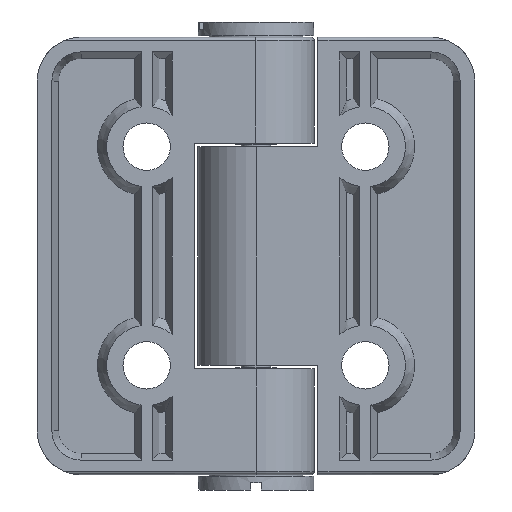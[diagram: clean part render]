
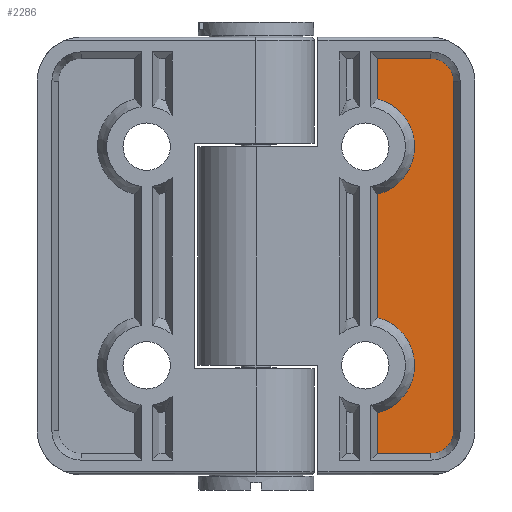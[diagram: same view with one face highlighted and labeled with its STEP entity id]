
A CAD part, front view. The second image highlights one B-rep face of the part: STEP entity #2286.
In plain terms, the highlighted planar face has unit normal (0, -1, 0).
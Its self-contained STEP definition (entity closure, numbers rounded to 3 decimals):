
#253=FACE_OUTER_BOUND('',#417,.T.);
#417=EDGE_LOOP('',(#1609,#1610,#1611,#1612,#1613,#1614,#1615,#1616,#1617,
#1618));
#613=LINE('',#3514,#763);
#614=LINE('',#3518,#764);
#615=LINE('',#3522,#765);
#616=LINE('',#3524,#766);
#617=LINE('',#3528,#767);
#618=LINE('',#3531,#768);
#763=VECTOR('',#2796,5.547);
#764=VECTOR('',#2799,16.915);
#765=VECTOR('',#2802,5.547);
#766=VECTOR('',#2803,7.34);
#767=VECTOR('',#2806,48.);
#768=VECTOR('',#2809,7.34);
#924=CIRCLE('',#2464,6.75);
#925=CIRCLE('',#2465,6.75);
#926=CIRCLE('',#2466,3.09);
#927=CIRCLE('',#2467,3.09);
#1061=VERTEX_POINT('',#3512);
#1062=VERTEX_POINT('',#3513);
#1063=VERTEX_POINT('',#3515);
#1064=VERTEX_POINT('',#3517);
#1065=VERTEX_POINT('',#3519);
#1066=VERTEX_POINT('',#3521);
#1067=VERTEX_POINT('',#3523);
#1068=VERTEX_POINT('',#3525);
#1069=VERTEX_POINT('',#3527);
#1070=VERTEX_POINT('',#3529);
#1283=EDGE_CURVE('',#1061,#1062,#613,.T.);
#1284=EDGE_CURVE('',#1062,#1063,#924,.T.);
#1285=EDGE_CURVE('',#1063,#1064,#614,.T.);
#1286=EDGE_CURVE('',#1064,#1065,#925,.T.);
#1287=EDGE_CURVE('',#1065,#1066,#615,.T.);
#1288=EDGE_CURVE('',#1066,#1067,#616,.T.);
#1289=EDGE_CURVE('',#1067,#1068,#926,.T.);
#1290=EDGE_CURVE('',#1068,#1069,#617,.T.);
#1291=EDGE_CURVE('',#1069,#1070,#927,.T.);
#1292=EDGE_CURVE('',#1070,#1061,#618,.T.);
#1609=ORIENTED_EDGE('',*,*,#1283,.T.);
#1610=ORIENTED_EDGE('',*,*,#1284,.T.);
#1611=ORIENTED_EDGE('',*,*,#1285,.T.);
#1612=ORIENTED_EDGE('',*,*,#1286,.T.);
#1613=ORIENTED_EDGE('',*,*,#1287,.T.);
#1614=ORIENTED_EDGE('',*,*,#1288,.T.);
#1615=ORIENTED_EDGE('',*,*,#1289,.T.);
#1616=ORIENTED_EDGE('',*,*,#1290,.T.);
#1617=ORIENTED_EDGE('',*,*,#1291,.T.);
#1618=ORIENTED_EDGE('',*,*,#1292,.T.);
#2204=PLANE('',#2463);
#2286=ADVANCED_FACE('',(#253),#2204,.T.);
#2463=AXIS2_PLACEMENT_3D('',#3511,#2794,#2795);
#2464=AXIS2_PLACEMENT_3D('',#3516,#2797,#2798);
#2465=AXIS2_PLACEMENT_3D('',#3520,#2800,#2801);
#2466=AXIS2_PLACEMENT_3D('',#3526,#2804,#2805);
#2467=AXIS2_PLACEMENT_3D('',#3530,#2807,#2808);
#2794=DIRECTION('center_axis',(0.,-1.,0.));
#2795=DIRECTION('ref_axis',(0.,0.,-1.));
#2796=DIRECTION('',(0.,0.,1.));
#2797=DIRECTION('center_axis',(0.,1.,0.));
#2798=DIRECTION('ref_axis',(-1.,0.,0.));
#2799=DIRECTION('',(0.,0.,1.));
#2800=DIRECTION('center_axis',(0.,1.,0.));
#2801=DIRECTION('ref_axis',(-1.,0.,0.));
#2802=DIRECTION('',(0.,0.,1.));
#2803=DIRECTION('',(-1.,0.,0.));
#2804=DIRECTION('center_axis',(0.,-1.,0.));
#2805=DIRECTION('ref_axis',(0.,0.,-1.));
#2806=DIRECTION('',(0.,0.,-1.));
#2807=DIRECTION('center_axis',(0.,-1.,0.));
#2808=DIRECTION('ref_axis',(1.,0.,0.));
#2809=DIRECTION('',(1.,0.,0.));
#3511=CARTESIAN_POINT('Origin',(-19.375,-5.5,0.));
#3512=CARTESIAN_POINT('',(-16.66,-5.5,-27.09));
#3513=CARTESIAN_POINT('',(-16.66,-5.5,-21.543));
#3514=CARTESIAN_POINT('',(-16.66,-5.5,-4.75));
#3515=CARTESIAN_POINT('',(-16.66,-5.5,-8.457));
#3516=CARTESIAN_POINT('Origin',(-15.,-5.5,-15.));
#3517=CARTESIAN_POINT('',(-16.66,-5.5,8.457));
#3518=CARTESIAN_POINT('',(-16.66,-5.5,-4.75));
#3519=CARTESIAN_POINT('',(-16.66,-5.5,21.543));
#3520=CARTESIAN_POINT('Origin',(-15.,-5.5,15.));
#3521=CARTESIAN_POINT('',(-16.66,-5.5,27.09));
#3522=CARTESIAN_POINT('',(-16.66,-5.5,-4.75));
#3523=CARTESIAN_POINT('',(-24.,-5.5,27.09));
#3524=CARTESIAN_POINT('',(-24.,-5.5,27.09));
#3525=CARTESIAN_POINT('',(-27.09,-5.5,24.));
#3526=CARTESIAN_POINT('Origin',(-24.,-5.5,24.));
#3527=CARTESIAN_POINT('',(-27.09,-5.5,-24.));
#3528=CARTESIAN_POINT('',(-27.09,-5.5,-24.));
#3529=CARTESIAN_POINT('',(-24.,-5.5,-27.09));
#3530=CARTESIAN_POINT('Origin',(-24.,-5.5,-24.));
#3531=CARTESIAN_POINT('',(-11.5,-5.5,-27.09));
